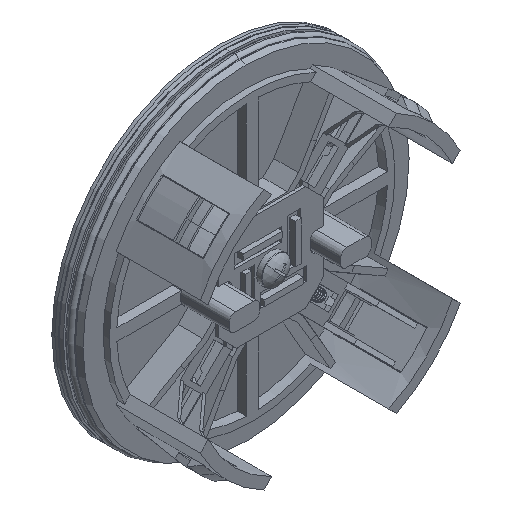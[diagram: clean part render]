
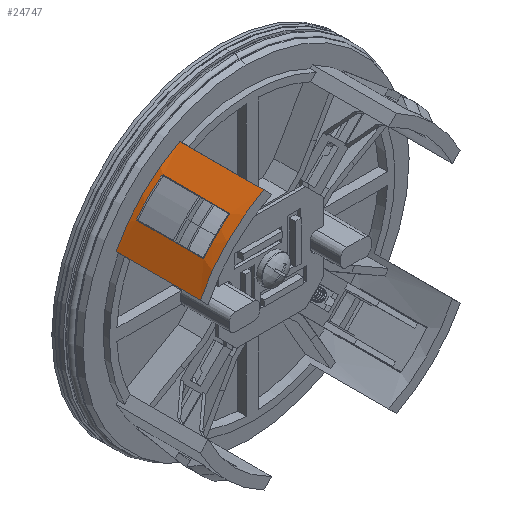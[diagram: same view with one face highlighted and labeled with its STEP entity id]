
A CAD part, isometric view. The second image highlights one B-rep face of the part: STEP entity #24747.
In plain terms, the highlighted cylindrical face has radius 48.48 mm (diameter 96.96 mm), a partial arc.
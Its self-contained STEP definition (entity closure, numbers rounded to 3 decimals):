
#80 = CARTESIAN_POINT ( 'NONE',  ( -38.365, -9., 29.639 ) ) ;
#374 = DIRECTION ( 'NONE',  ( 0., -1., 0. ) ) ;
#803 = FACE_BOUND ( 'NONE', #22382, .T. ) ;
#916 = VERTEX_POINT ( 'NONE', #16968 ) ;
#1122 = CIRCLE ( 'NONE', #21125, 48.48 ) ;
#1492 = EDGE_CURVE ( 'NONE', #15974, #16062, #27154, .T. ) ;
#2008 = DIRECTION ( 'NONE',  ( 0., 1., 0. ) ) ;
#2268 = VECTOR ( 'NONE', #2008, 1000. ) ;
#4746 = CARTESIAN_POINT ( 'NONE',  ( 0., -9., 0. ) ) ;
#5215 = CARTESIAN_POINT ( 'NONE',  ( 0., -31.24, 0. ) ) ;
#5534 = CARTESIAN_POINT ( 'NONE',  ( -29.639, -9., 38.365 ) ) ;
#6328 = CARTESIAN_POINT ( 'NONE',  ( -29.639, -103.513, 38.365 ) ) ;
#7110 = DIRECTION ( 'NONE',  ( 0., 0., 1. ) ) ;
#7249 = VERTEX_POINT ( 'NONE', #24780 ) ;
#7421 = DIRECTION ( 'NONE',  ( 0., 1., 0. ) ) ;
#7575 = DIRECTION ( 'NONE',  ( 0., 0., -1. ) ) ;
#7637 = EDGE_CURVE ( 'NONE', #16062, #15068, #29725, .T. ) ;
#8496 = LINE ( 'NONE', #30201, #2268 ) ;
#8819 = CARTESIAN_POINT ( 'NONE',  ( -38.365, -103.513, 29.639 ) ) ;
#8826 = CIRCLE ( 'NONE', #13216, 48.48 ) ;
#9331 = EDGE_CURVE ( 'NONE', #7249, #18309, #29281, .T. ) ;
#9337 = CARTESIAN_POINT ( 'NONE',  ( 0., -6.96, 0. ) ) ;
#10668 = VERTEX_POINT ( 'NONE', #5534 ) ;
#10701 = VECTOR ( 'NONE', #22811, 1000. ) ;
#11735 = DIRECTION ( 'NONE',  ( 0., 0., 1. ) ) ;
#11970 = CARTESIAN_POINT ( 'NONE',  ( -22.02, -6.96, 43.191 ) ) ;
#13180 = ORIENTED_EDGE ( 'NONE', *, *, #22138, .F. ) ;
#13216 = AXIS2_PLACEMENT_3D ( 'NONE', #4746, #21246, #7110 ) ;
#13618 = CARTESIAN_POINT ( 'NONE',  ( -29.639, -31.24, 38.365 ) ) ;
#13846 = CIRCLE ( 'NONE', #23026, 48.48 ) ;
#14462 = ORIENTED_EDGE ( 'NONE', *, *, #18485, .F. ) ;
#14592 = VECTOR ( 'NONE', #374, 1000. ) ;
#14980 = CARTESIAN_POINT ( 'NONE',  ( 0., -103.513, 0. ) ) ;
#15068 = VERTEX_POINT ( 'NONE', #13618 ) ;
#15974 = VERTEX_POINT ( 'NONE', #80 ) ;
#16062 = VERTEX_POINT ( 'NONE', #26532 ) ;
#16733 = ORIENTED_EDGE ( 'NONE', *, *, #9331, .F. ) ;
#16968 = CARTESIAN_POINT ( 'NONE',  ( -22.02, -34.96, 43.191 ) ) ;
#17195 = ORIENTED_EDGE ( 'NONE', *, *, #25528, .T. ) ;
#17449 = DIRECTION ( 'NONE',  ( 0., 0., -1. ) ) ;
#17877 = VERTEX_POINT ( 'NONE', #11970 ) ;
#18099 = CARTESIAN_POINT ( 'NONE',  ( -43.191, -103.513, 22.02 ) ) ;
#18309 = VERTEX_POINT ( 'NONE', #20498 ) ;
#18485 = EDGE_CURVE ( 'NONE', #18309, #17877, #13846, .T. ) ;
#18831 = FACE_OUTER_BOUND ( 'NONE', #22514, .T. ) ;
#19741 = DIRECTION ( 'NONE',  ( 0., 1., 0. ) ) ;
#19849 = AXIS2_PLACEMENT_3D ( 'NONE', #5215, #21708, #7575 ) ;
#20498 = CARTESIAN_POINT ( 'NONE',  ( -43.191, -6.96, 22.02 ) ) ;
#20879 = EDGE_CURVE ( 'NONE', #916, #17877, #8496, .T. ) ;
#21125 = AXIS2_PLACEMENT_3D ( 'NONE', #21554, #7421, #23915 ) ;
#21246 = DIRECTION ( 'NONE',  ( 0., -1., 0. ) ) ;
#21554 = CARTESIAN_POINT ( 'NONE',  ( 0., -34.96, 0. ) ) ;
#21708 = DIRECTION ( 'NONE',  ( 0., 1., 0. ) ) ;
#22138 = EDGE_CURVE ( 'NONE', #10668, #15974, #8826, .T. ) ;
#22236 = EDGE_CURVE ( 'NONE', #7249, #916, #1122, .T. ) ;
#22382 = EDGE_LOOP ( 'NONE', ( #13180, #17195, #25182, #25030 ) ) ;
#22514 = EDGE_LOOP ( 'NONE', ( #27383, #14462, #16733, #27840 ) ) ;
#22811 = DIRECTION ( 'NONE',  ( 0., -1., 0. ) ) ;
#23026 = AXIS2_PLACEMENT_3D ( 'NONE', #9337, #25852, #11735 ) ;
#23030 = VECTOR ( 'NONE', #25230, 1000. ) ;
#23154 = AXIS2_PLACEMENT_3D ( 'NONE', #14980, #19741, #17449 ) ;
#23229 = LINE ( 'NONE', #6328, #10701 ) ;
#23915 = DIRECTION ( 'NONE',  ( 0., 0., -1. ) ) ;
#24747 = ADVANCED_FACE ( 'NONE', ( #18831, #803 ), #28445, .T. ) ;
#24780 = CARTESIAN_POINT ( 'NONE',  ( -43.191, -34.96, 22.02 ) ) ;
#25030 = ORIENTED_EDGE ( 'NONE', *, *, #1492, .F. ) ;
#25182 = ORIENTED_EDGE ( 'NONE', *, *, #7637, .F. ) ;
#25230 = DIRECTION ( 'NONE',  ( 0., 1., 0. ) ) ;
#25528 = EDGE_CURVE ( 'NONE', #10668, #15068, #23229, .T. ) ;
#25852 = DIRECTION ( 'NONE',  ( 0., 1., 0. ) ) ;
#26532 = CARTESIAN_POINT ( 'NONE',  ( -38.365, -31.24, 29.639 ) ) ;
#27154 = LINE ( 'NONE', #8819, #14592 ) ;
#27383 = ORIENTED_EDGE ( 'NONE', *, *, #20879, .T. ) ;
#27840 = ORIENTED_EDGE ( 'NONE', *, *, #22236, .T. ) ;
#28445 = CYLINDRICAL_SURFACE ( 'NONE', #23154, 48.48 ) ;
#29281 = LINE ( 'NONE', #18099, #23030 ) ;
#29725 = CIRCLE ( 'NONE', #19849, 48.48 ) ;
#30201 = CARTESIAN_POINT ( 'NONE',  ( -22.02, -103.513, 43.191 ) ) ;
